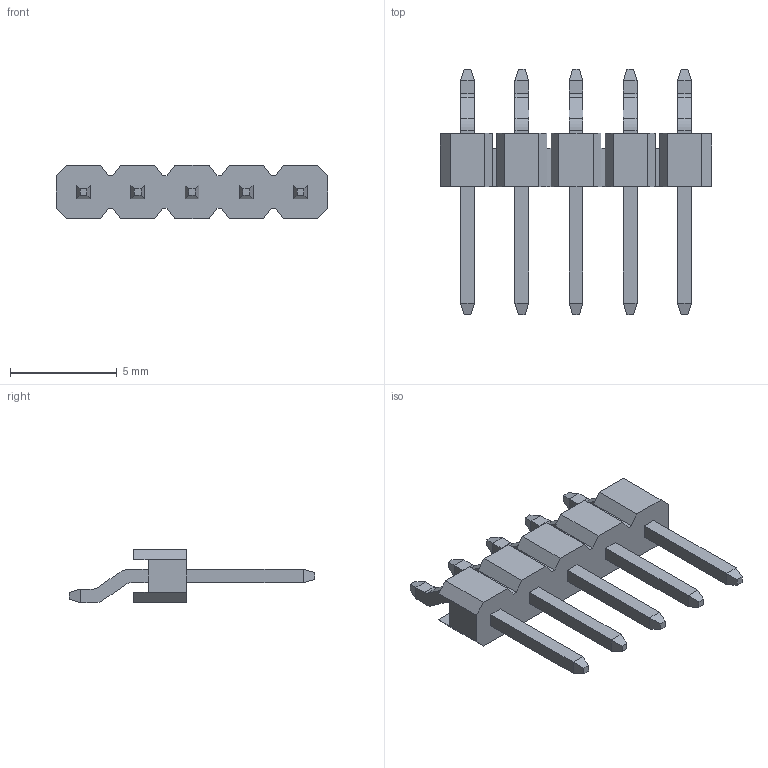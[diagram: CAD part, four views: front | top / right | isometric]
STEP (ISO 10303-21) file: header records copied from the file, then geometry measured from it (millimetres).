
FILE_DESCRIPTION(('STEP AP214'),'1');
FILE_NAME('pin_header_a-sl254-ea-g05mp1.stp','2017-04-01T08:35:06',('TraceParts'),('TraceParts S.A.'),'Spatial InterOp 3D',' ',' ');
FILE_SCHEMA(('automotive_design'));
Length unit declared in the file: millimetre
Products named in the file (1): pin_header_a-sl254-ea-g05mp1
Bounding box: 12.7 x 11.5 x 2.5 mm (x, y, z)
Volume: 78.6 mm3; surface area: 276.1 mm2
Topology: 1 solids, 1 shells, 192 faces, 480 edges, 300 vertices
Faces by surface type: plane 172, cylinder 20
Entity records: 7116 total; most frequent: CARTESIAN_POINT 973, ORIENTED_EDGE 960, DIRECTION 906, EDGE_CURVE 480, LINE 440, VECTOR 440, VERTEX_POINT 300, AXIS2_PLACEMENT_3D 233
